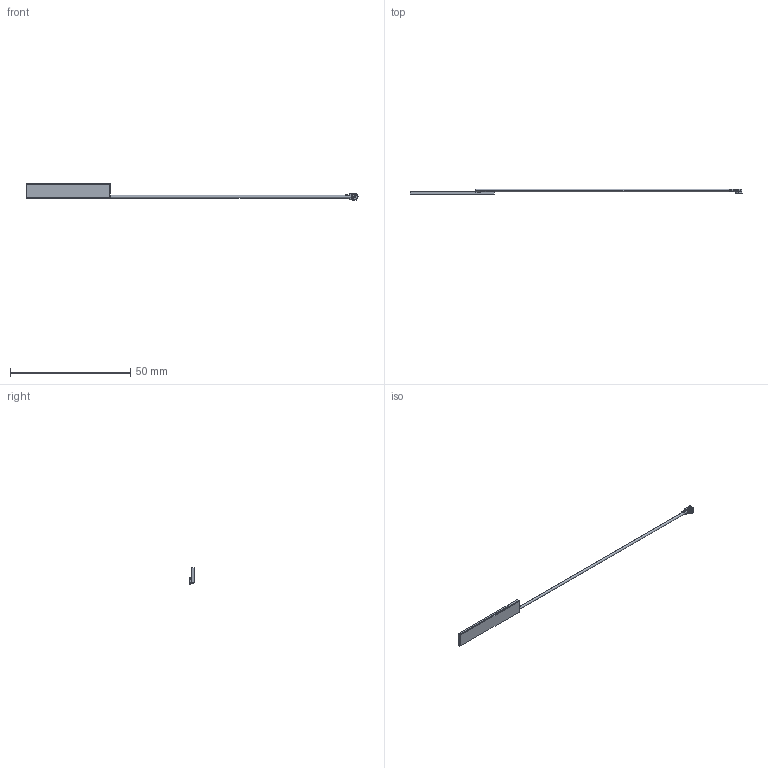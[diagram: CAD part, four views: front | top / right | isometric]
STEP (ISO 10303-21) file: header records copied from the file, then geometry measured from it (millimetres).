
FILE_DESCRIPTION (( 'STEP AP214' ), '1' );
FILE_NAME ('PE51194_3D.STEP', '2020-06-18T14:00:39', ( '' ), ( '' ), 'SwSTEP 2.0', 'SolidWorks 2018', '' );
FILE_SCHEMA (( 'AUTOMOTIVE_DESIGN' ));
Length unit declared in the file: millimetre
Products named in the file (3): HG819-00PU1-100IPEX_PCB W-CABLE; PE51194_3D; UFL_connector
Assembly tree (2 placements, depth 2):
  PE51194_3D
    HG819-00PU1-100IPEX_PCB W-CABLE
    UFL_connector
Bounding box: 137.85 x 2.45 x 6.92 mm (x, y, z)
Volume: 369.6 mm3; surface area: 959.9 mm2
Topology: 3 solids, 3 shells, 95 faces, 250 edges, 166 vertices
Faces by surface type: plane 63, cylinder 30, torus 2
Entity records: 3803 total; most frequent: CARTESIAN_POINT 602, ORIENTED_EDGE 500, DIRECTION 496, EDGE_CURVE 250, VERTEX_POINT 166, AXIS2_PLACEMENT_3D 166, LINE 164, VECTOR 164
